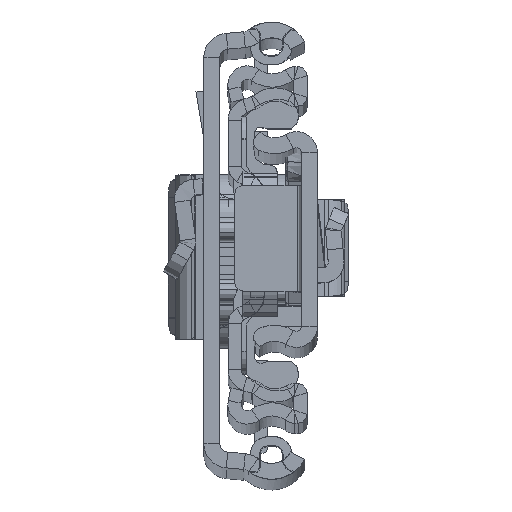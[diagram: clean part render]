
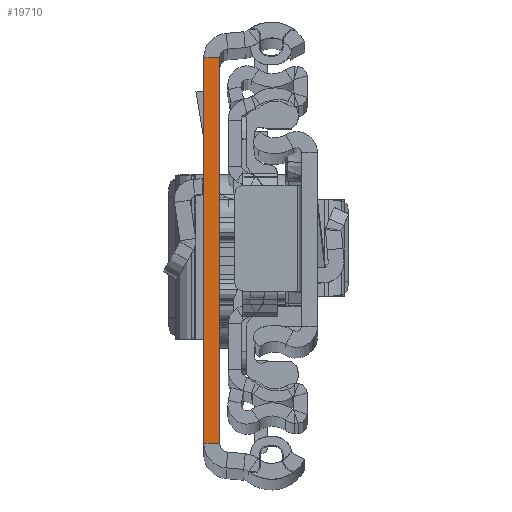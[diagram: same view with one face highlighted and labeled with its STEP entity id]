
A CAD part, top view. The second image highlights one B-rep face of the part: STEP entity #19710.
In plain terms, the highlighted planar face has unit normal (0, 0, 1).
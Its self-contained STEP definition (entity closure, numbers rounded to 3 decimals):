
#1268 = DIRECTION ( 'NONE',  ( 0., 1., 0. ) ) ;
#1571 = CARTESIAN_POINT ( 'NONE',  ( 1.8, 0., 0. ) ) ;
#2442 = CARTESIAN_POINT ( 'NONE',  ( 0., 21.867, 0. ) ) ;
#2579 = LINE ( 'NONE', #7572, #12281 ) ;
#2670 = DIRECTION ( 'NONE',  ( 1., 0., 0. ) ) ;
#2907 = ORIENTED_EDGE ( 'NONE', *, *, #17704, .F. ) ;
#5930 = DIRECTION ( 'NONE',  ( 0., 0., -1. ) ) ;
#7119 = VECTOR ( 'NONE', #13670, 1000. ) ;
#7202 = EDGE_CURVE ( 'NONE', #24796, #25559, #13792, .T. ) ;
#7572 = CARTESIAN_POINT ( 'NONE',  ( 0., 0., 0. ) ) ;
#9323 = LINE ( 'NONE', #28204, #14746 ) ;
#10541 = ORIENTED_EDGE ( 'NONE', *, *, #29956, .F. ) ;
#10785 = ORIENTED_EDGE ( 'NONE', *, *, #7202, .T. ) ;
#12040 = CARTESIAN_POINT ( 'NONE',  ( 0., -21.867, 0. ) ) ;
#12281 = VECTOR ( 'NONE', #21426, 1000. ) ;
#13213 = EDGE_CURVE ( 'NONE', #25559, #14402, #9323, .T. ) ;
#13670 = DIRECTION ( 'NONE',  ( 1., 0., 0. ) ) ;
#13792 = LINE ( 'NONE', #25813, #28004 ) ;
#14402 = VERTEX_POINT ( 'NONE', #17369 ) ;
#14746 = VECTOR ( 'NONE', #19212, 1000. ) ;
#17369 = CARTESIAN_POINT ( 'NONE',  ( 1.8, 21.867, 0. ) ) ;
#17612 = VERTEX_POINT ( 'NONE', #2442 ) ;
#17668 = PLANE ( 'NONE',  #18693 ) ;
#17704 = EDGE_CURVE ( 'NONE', #17612, #14402, #27230, .T. ) ;
#18693 = AXIS2_PLACEMENT_3D ( 'NONE', #1571, #5930, #1268 ) ;
#19212 = DIRECTION ( 'NONE',  ( 0., 1., 0. ) ) ;
#19710 = ADVANCED_FACE ( 'NONE', ( #26819 ), #17668, .F. ) ;
#21426 = DIRECTION ( 'NONE',  ( 0., 1., 0. ) ) ;
#24796 = VERTEX_POINT ( 'NONE', #12040 ) ;
#24819 = CARTESIAN_POINT ( 'NONE',  ( 1.8, 21.867, 0. ) ) ;
#25559 = VERTEX_POINT ( 'NONE', #29552 ) ;
#25813 = CARTESIAN_POINT ( 'NONE',  ( 1.8, -21.867, 0. ) ) ;
#26507 = ORIENTED_EDGE ( 'NONE', *, *, #13213, .T. ) ;
#26819 = FACE_OUTER_BOUND ( 'NONE', #29629, .T. ) ;
#27230 = LINE ( 'NONE', #24819, #7119 ) ;
#28004 = VECTOR ( 'NONE', #2670, 1000. ) ;
#28204 = CARTESIAN_POINT ( 'NONE',  ( 1.8, 0., 0. ) ) ;
#29552 = CARTESIAN_POINT ( 'NONE',  ( 1.8, -21.867, 0. ) ) ;
#29629 = EDGE_LOOP ( 'NONE', ( #2907, #10541, #10785, #26507 ) ) ;
#29956 = EDGE_CURVE ( 'NONE', #24796, #17612, #2579, .T. ) ;
